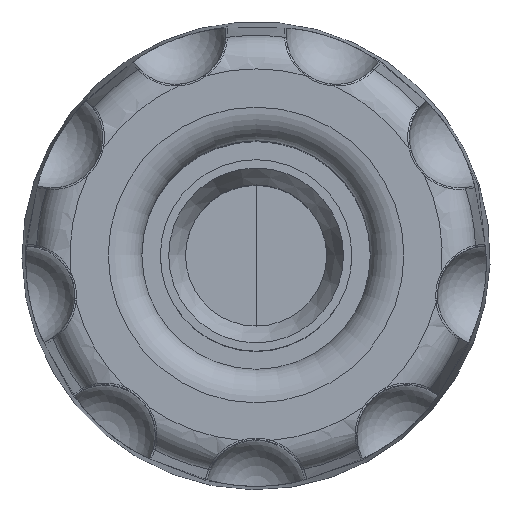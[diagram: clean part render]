
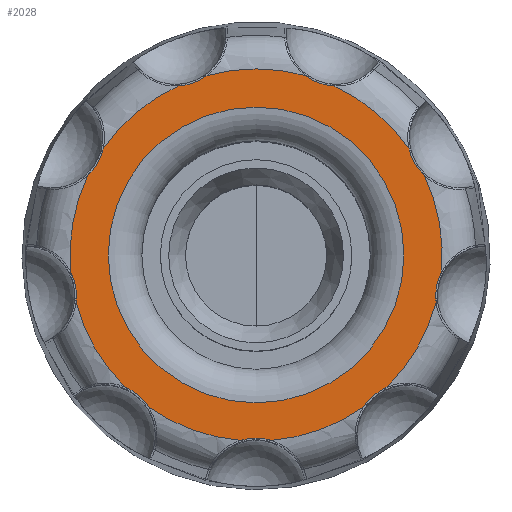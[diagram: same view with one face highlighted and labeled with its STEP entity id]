
A CAD part, top view. The second image highlights one B-rep face of the part: STEP entity #2028.
In plain terms, the highlighted planar face has unit normal (0, 0, 1).
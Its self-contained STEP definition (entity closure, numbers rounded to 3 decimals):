
#285=PLANE($,#2325);
#312=FACE_BOUND($,#612,.T.);
#447=FACE_OUTER_BOUND($,#611,.T.);
#611=EDGE_LOOP($,(#1778,#1779,#1780,#1781,#1782,#1783,#1784,#1785,#1786,
#1787,#1788,#1789,#1790,#1791,#1792,#1793,#1794,#1795));
#612=EDGE_LOOP($,(#1796));
#731=CIRCLE($,#2277,1.55);
#733=CIRCLE($,#2281,1.55);
#735=CIRCLE($,#2285,1.55);
#737=CIRCLE($,#2289,1.55);
#739=CIRCLE($,#2293,1.55);
#741=CIRCLE($,#2297,1.55);
#743=CIRCLE($,#2301,1.55);
#745=CIRCLE($,#2305,1.55);
#747=CIRCLE($,#2309,1.55);
#749=CIRCLE($,#2312,5.538);
#751=CIRCLE($,#2315,5.538);
#753=CIRCLE($,#2318,5.538);
#755=CIRCLE($,#2321,5.538);
#757=CIRCLE($,#2324,5.538);
#758=CIRCLE($,#2326,5.538);
#759=CIRCLE($,#2327,5.538);
#760=CIRCLE($,#2328,5.538);
#761=CIRCLE($,#2329,5.538);
#762=CIRCLE($,#2330,4.4);
#917=VERTEX_POINT($,#4641);
#919=VERTEX_POINT($,#4669);
#923=VERTEX_POINT($,#4719);
#925=VERTEX_POINT($,#4747);
#929=VERTEX_POINT($,#4797);
#931=VERTEX_POINT($,#4825);
#935=VERTEX_POINT($,#4875);
#937=VERTEX_POINT($,#4903);
#941=VERTEX_POINT($,#4953);
#943=VERTEX_POINT($,#4981);
#947=VERTEX_POINT($,#5031);
#949=VERTEX_POINT($,#5059);
#953=VERTEX_POINT($,#5109);
#955=VERTEX_POINT($,#5137);
#959=VERTEX_POINT($,#5187);
#961=VERTEX_POINT($,#5215);
#965=VERTEX_POINT($,#5265);
#967=VERTEX_POINT($,#5293);
#968=VERTEX_POINT($,#5327);
#1186=EDGE_CURVE($,#917,#919,#731,.T.);
#1193=EDGE_CURVE($,#923,#925,#733,.T.);
#1200=EDGE_CURVE($,#929,#931,#735,.T.);
#1207=EDGE_CURVE($,#935,#937,#737,.T.);
#1214=EDGE_CURVE($,#941,#943,#739,.T.);
#1221=EDGE_CURVE($,#947,#949,#741,.T.);
#1228=EDGE_CURVE($,#953,#955,#743,.T.);
#1235=EDGE_CURVE($,#959,#961,#745,.T.);
#1242=EDGE_CURVE($,#965,#967,#747,.T.);
#1244=EDGE_CURVE($,#941,#937,#749,.T.);
#1246=EDGE_CURVE($,#947,#931,#751,.T.);
#1248=EDGE_CURVE($,#953,#925,#753,.T.);
#1250=EDGE_CURVE($,#959,#919,#755,.T.);
#1252=EDGE_CURVE($,#965,#943,#757,.T.);
#1253=EDGE_CURVE($,#923,#961,#758,.T.);
#1254=EDGE_CURVE($,#929,#955,#759,.T.);
#1255=EDGE_CURVE($,#935,#949,#760,.T.);
#1256=EDGE_CURVE($,#917,#967,#761,.T.);
#1257=EDGE_CURVE($,#968,#968,#762,.T.);
#1778=ORIENTED_EDGE($,*,*,#1186,.T.);
#1779=ORIENTED_EDGE($,*,*,#1250,.F.);
#1780=ORIENTED_EDGE($,*,*,#1235,.T.);
#1781=ORIENTED_EDGE($,*,*,#1253,.F.);
#1782=ORIENTED_EDGE($,*,*,#1193,.T.);
#1783=ORIENTED_EDGE($,*,*,#1248,.F.);
#1784=ORIENTED_EDGE($,*,*,#1228,.T.);
#1785=ORIENTED_EDGE($,*,*,#1254,.F.);
#1786=ORIENTED_EDGE($,*,*,#1200,.T.);
#1787=ORIENTED_EDGE($,*,*,#1246,.F.);
#1788=ORIENTED_EDGE($,*,*,#1221,.T.);
#1789=ORIENTED_EDGE($,*,*,#1255,.F.);
#1790=ORIENTED_EDGE($,*,*,#1207,.T.);
#1791=ORIENTED_EDGE($,*,*,#1244,.F.);
#1792=ORIENTED_EDGE($,*,*,#1214,.T.);
#1793=ORIENTED_EDGE($,*,*,#1252,.F.);
#1794=ORIENTED_EDGE($,*,*,#1242,.T.);
#1795=ORIENTED_EDGE($,*,*,#1256,.F.);
#1796=ORIENTED_EDGE($,*,*,#1257,.F.);
#2028=ADVANCED_FACE($,(#447,#312),#285,.T.);
#2277=AXIS2_PLACEMENT_3D($,#4682,#2784,#2785);
#2281=AXIS2_PLACEMENT_3D($,#4760,#2792,#2793);
#2285=AXIS2_PLACEMENT_3D($,#4838,#2800,#2801);
#2289=AXIS2_PLACEMENT_3D($,#4916,#2808,#2809);
#2293=AXIS2_PLACEMENT_3D($,#4994,#2816,#2817);
#2297=AXIS2_PLACEMENT_3D($,#5072,#2824,#2825);
#2301=AXIS2_PLACEMENT_3D($,#5150,#2832,#2833);
#2305=AXIS2_PLACEMENT_3D($,#5228,#2840,#2841);
#2309=AXIS2_PLACEMENT_3D($,#5306,#2848,#2849);
#2312=AXIS2_PLACEMENT_3D($,#5309,#2854,#2855);
#2315=AXIS2_PLACEMENT_3D($,#5312,#2860,#2861);
#2318=AXIS2_PLACEMENT_3D($,#5315,#2866,#2867);
#2321=AXIS2_PLACEMENT_3D($,#5318,#2872,#2873);
#2324=AXIS2_PLACEMENT_3D($,#5321,#2878,#2879);
#2325=AXIS2_PLACEMENT_3D($,#5322,#2880,#2881);
#2326=AXIS2_PLACEMENT_3D($,#5323,#2882,#2883);
#2327=AXIS2_PLACEMENT_3D($,#5324,#2884,#2885);
#2328=AXIS2_PLACEMENT_3D($,#5325,#2886,#2887);
#2329=AXIS2_PLACEMENT_3D($,#5326,#2888,#2889);
#2330=AXIS2_PLACEMENT_3D($,#5328,#2890,#2891);
#2784=DIRECTION('center_axis',(0.,0.,-1.));
#2785=DIRECTION('ref_axis',(-0.766,-0.643,0.));
#2792=DIRECTION('center_axis',(0.,0.,-1.));
#2793=DIRECTION('ref_axis',(0.5,-0.866,0.));
#2800=DIRECTION('center_axis',(0.,0.,-1.));
#2801=DIRECTION('ref_axis',(0.94,0.342,0.));
#2808=DIRECTION('center_axis',(0.,0.,-1.));
#2809=DIRECTION('ref_axis',(-0.174,0.985,0.));
#2816=DIRECTION('center_axis',(0.,0.,-1.));
#2817=DIRECTION('ref_axis',(-0.766,0.643,0.));
#2824=DIRECTION('center_axis',(0.,0.,-1.));
#2825=DIRECTION('ref_axis',(0.5,0.866,0.));
#2832=DIRECTION('center_axis',(0.,0.,-1.));
#2833=DIRECTION('ref_axis',(0.94,-0.342,0.));
#2840=DIRECTION('center_axis',(0.,0.,-1.));
#2841=DIRECTION('ref_axis',(-0.174,-0.985,0.));
#2848=DIRECTION('center_axis',(0.,0.,-1.));
#2849=DIRECTION('ref_axis',(-1.,0.,0.));
#2854=DIRECTION('center_axis',(0.,0.,-1.));
#2855=DIRECTION('ref_axis',(0.94,0.342,0.));
#2860=DIRECTION('center_axis',(0.,0.,-1.));
#2861=DIRECTION('ref_axis',(0.94,0.342,0.));
#2866=DIRECTION('center_axis',(0.,0.,-1.));
#2867=DIRECTION('ref_axis',(0.94,0.342,0.));
#2872=DIRECTION('center_axis',(0.,0.,-1.));
#2873=DIRECTION('ref_axis',(0.94,0.342,0.));
#2878=DIRECTION('center_axis',(0.,0.,-1.));
#2879=DIRECTION('ref_axis',(0.94,0.342,0.));
#2880=DIRECTION('center_axis',(0.,0.,1.));
#2881=DIRECTION('ref_axis',(-0.94,-0.342,0.));
#2882=DIRECTION('center_axis',(0.,0.,-1.));
#2883=DIRECTION('ref_axis',(0.94,0.342,0.));
#2884=DIRECTION('center_axis',(0.,0.,-1.));
#2885=DIRECTION('ref_axis',(0.94,0.342,0.));
#2886=DIRECTION('center_axis',(0.,0.,-1.));
#2887=DIRECTION('ref_axis',(0.94,0.342,0.));
#2888=DIRECTION('center_axis',(0.,0.,-1.));
#2889=DIRECTION('ref_axis',(0.94,0.342,0.));
#2890=DIRECTION('center_axis',(0.,0.,1.));
#2891=DIRECTION('ref_axis',(0.94,0.342,0.));
#4641=CARTESIAN_POINT('',(-0.457,-5.519,26.3));
#4669=CARTESIAN_POINT('',(0.457,-5.519,26.3));
#4682=CARTESIAN_POINT('Origin',(0.,-7.,26.3));
#4719=CARTESIAN_POINT('',(5.356,-1.408,26.3));
#4747=CARTESIAN_POINT('',(5.514,-0.508,26.3));
#4760=CARTESIAN_POINT('Origin',(6.894,-1.216,26.3));
#4797=CARTESIAN_POINT('',(2.317,5.03,26.3));
#4825=CARTESIAN_POINT('',(1.458,5.342,26.3));
#4838=CARTESIAN_POINT('Origin',(2.394,6.578,26.3));
#4875=CARTESIAN_POINT('',(-4.551,3.155,26.3));
#4903=CARTESIAN_POINT('',(-5.008,2.364,26.3));
#4916=CARTESIAN_POINT('Origin',(-6.062,3.5,26.3));
#4953=CARTESIAN_POINT('',(-5.514,-0.508,26.3));
#4981=CARTESIAN_POINT('',(-5.356,-1.408,26.3));
#4994=CARTESIAN_POINT('Origin',(-6.894,-1.216,26.3));
#5031=CARTESIAN_POINT('',(-1.458,5.342,26.3));
#5059=CARTESIAN_POINT('',(-2.317,5.03,26.3));
#5072=CARTESIAN_POINT('Origin',(-2.394,6.578,26.3));
#5109=CARTESIAN_POINT('',(5.008,2.364,26.3));
#5137=CARTESIAN_POINT('',(4.551,3.155,26.3));
#5150=CARTESIAN_POINT('Origin',(6.062,3.5,26.3));
#5187=CARTESIAN_POINT('',(3.197,-4.521,26.3));
#5215=CARTESIAN_POINT('',(3.897,-3.934,26.3));
#5228=CARTESIAN_POINT('Origin',(4.5,-5.362,26.3));
#5265=CARTESIAN_POINT('',(-3.897,-3.934,26.3));
#5293=CARTESIAN_POINT('',(-3.197,-4.521,26.3));
#5306=CARTESIAN_POINT('Origin',(-4.5,-5.362,26.3));
#5309=CARTESIAN_POINT('Origin',(0.,0.,
26.3));
#5312=CARTESIAN_POINT('Origin',(0.,0.,
26.3));
#5315=CARTESIAN_POINT('Origin',(0.,0.,
26.3));
#5318=CARTESIAN_POINT('Origin',(0.,0.,
26.3));
#5321=CARTESIAN_POINT('Origin',(0.,0.,
26.3));
#5322=CARTESIAN_POINT('Origin',(0.,0.,
26.3));
#5323=CARTESIAN_POINT('Origin',(0.,0.,
26.3));
#5324=CARTESIAN_POINT('Origin',(0.,0.,
26.3));
#5325=CARTESIAN_POINT('Origin',(0.,0.,
26.3));
#5326=CARTESIAN_POINT('Origin',(0.,0.,
26.3));
#5327=CARTESIAN_POINT('',(-4.135,-1.505,26.3));
#5328=CARTESIAN_POINT('Origin',(0.,0.,
26.3));
